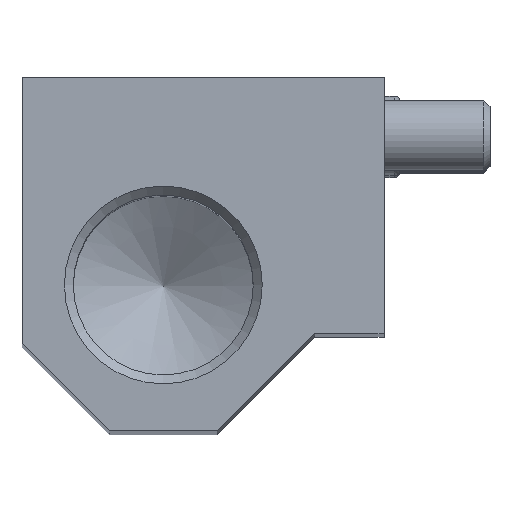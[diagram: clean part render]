
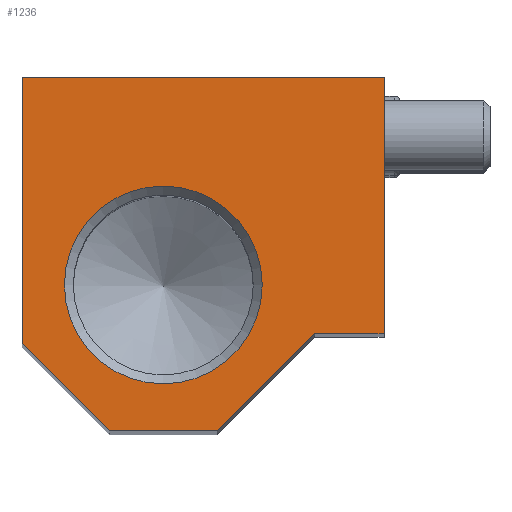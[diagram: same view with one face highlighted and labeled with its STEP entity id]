
A CAD part, top view. The second image highlights one B-rep face of the part: STEP entity #1236.
In plain terms, the highlighted face is planar.
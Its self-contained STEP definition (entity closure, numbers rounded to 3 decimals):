
#149=CIRCLE('',#1364,11.2);
#262=ORIENTED_EDGE('',*,*,#578,.T.);
#263=ORIENTED_EDGE('',*,*,#563,.F.);
#264=ORIENTED_EDGE('',*,*,#549,.F.);
#265=ORIENTED_EDGE('',*,*,#525,.F.);
#266=ORIENTED_EDGE('',*,*,#575,.F.);
#267=ORIENTED_EDGE('',*,*,#572,.F.);
#268=ORIENTED_EDGE('',*,*,#569,.F.);
#269=ORIENTED_EDGE('',*,*,#566,.F.);
#525=EDGE_CURVE('',#692,#693,#812,.T.);
#549=EDGE_CURVE('',#693,#713,#833,.T.);
#563=EDGE_CURVE('',#713,#725,#840,.T.);
#566=EDGE_CURVE('',#725,#727,#843,.T.);
#569=EDGE_CURVE('',#727,#729,#846,.T.);
#572=EDGE_CURVE('',#729,#731,#849,.T.);
#575=EDGE_CURVE('',#731,#692,#852,.T.);
#578=EDGE_CURVE('',#734,#734,#149,.T.);
#692=VERTEX_POINT('',#1843);
#693=VERTEX_POINT('',#1845);
#713=VERTEX_POINT('',#1890);
#725=VERTEX_POINT('',#1917);
#727=VERTEX_POINT('',#1923);
#729=VERTEX_POINT('',#1929);
#731=VERTEX_POINT('',#1935);
#734=VERTEX_POINT('',#1947);
#812=LINE('',#1844,#897);
#833=LINE('',#1889,#918);
#840=LINE('',#1916,#925);
#843=LINE('',#1922,#928);
#846=LINE('',#1928,#931);
#849=LINE('',#1934,#934);
#852=LINE('',#1940,#937);
#897=VECTOR('',#1487,1000.);
#918=VECTOR('',#1516,1000.);
#925=VECTOR('',#1539,1000.);
#928=VECTOR('',#1544,1000.);
#931=VECTOR('',#1549,1000.);
#934=VECTOR('',#1554,1000.);
#937=VECTOR('',#1559,1000.);
#992=EDGE_LOOP('',(#262));
#993=EDGE_LOOP('',(#263,#264,#265,#266,#267,#268,#269));
#1101=FACE_BOUND('',#992,.T.);
#1102=FACE_BOUND('',#993,.T.);
#1206=PLANE('',#1363);
#1236=ADVANCED_FACE('',(#1101,#1102),#1206,.F.);
#1363=AXIS2_PLACEMENT_3D('',#1945,#1565,#1566);
#1364=AXIS2_PLACEMENT_3D('',#1946,#1567,#1568);
#1487=DIRECTION('',(0.,1.,0.));
#1516=DIRECTION('',(0.,0.,1.));
#1539=DIRECTION('',(0.,-1.,0.));
#1544=DIRECTION('',(0.,0.,-1.));
#1549=DIRECTION('',(0.,-0.707,-0.707));
#1554=DIRECTION('',(0.,0.,-1.));
#1559=DIRECTION('',(0.,0.707,-0.707));
#1565=DIRECTION('',(1.,0.,0.));
#1566=DIRECTION('',(0.,0.,-1.));
#1567=DIRECTION('',(1.,0.,0.));
#1568=DIRECTION('',(0.,0.,-1.));
#1843=CARTESIAN_POINT('',(0.,-6.627,-16.));
#1844=CARTESIAN_POINT('',(0.,-6.627,-16.));
#1845=CARTESIAN_POINT('',(0.,23.5,-16.));
#1889=CARTESIAN_POINT('',(0.,23.5,-16.));
#1890=CARTESIAN_POINT('',(0.,23.5,25.));
#1916=CARTESIAN_POINT('',(0.,23.5,25.));
#1917=CARTESIAN_POINT('',(0.,-5.5,25.));
#1922=CARTESIAN_POINT('',(0.,-5.5,25.));
#1923=CARTESIAN_POINT('',(0.,-5.5,17.127));
#1928=CARTESIAN_POINT('',(0.,-5.5,17.127));
#1929=CARTESIAN_POINT('',(0.,-16.5,6.127));
#1934=CARTESIAN_POINT('',(0.,-16.5,6.127));
#1935=CARTESIAN_POINT('',(0.,-16.5,-6.127));
#1940=CARTESIAN_POINT('',(0.,-16.5,-6.127));
#1945=CARTESIAN_POINT('',(0.,0.,0.));
#1946=CARTESIAN_POINT('',(0.,0.,0.));
#1947=CARTESIAN_POINT('',(0.,0.,-11.2));
